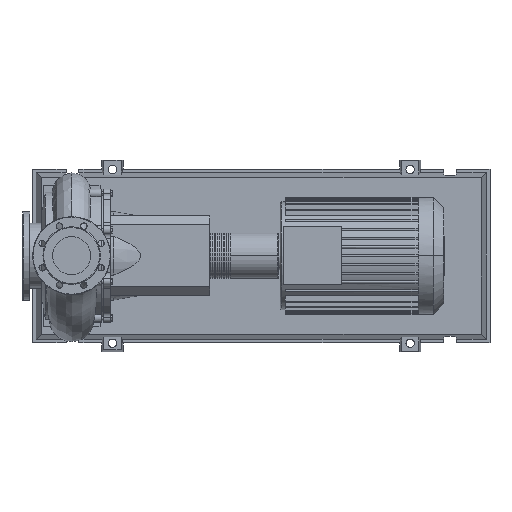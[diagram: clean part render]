
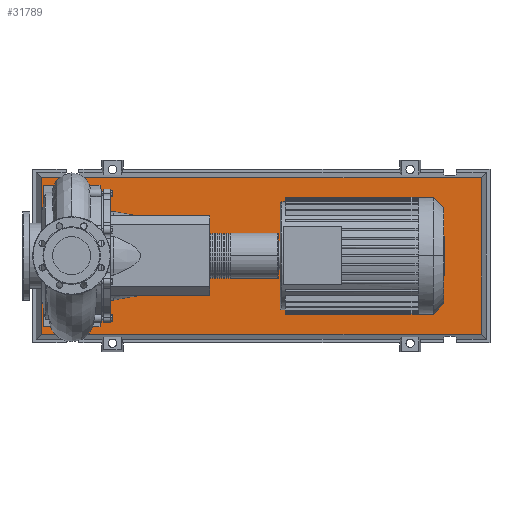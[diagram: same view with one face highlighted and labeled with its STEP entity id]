
A CAD part, top view. The second image highlights one B-rep face of the part: STEP entity #31789.
In plain terms, the highlighted planar face has unit normal (0, 0, 1).
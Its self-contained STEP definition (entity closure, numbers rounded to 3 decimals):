
#31470=CARTESIAN_POINT('',(1155.471,-220.471,103.0));
#31471=VERTEX_POINT('',#31470);
#31478=CARTESIAN_POINT('',(-85.471,-220.471,103.0));
#31479=VERTEX_POINT('',#31478);
#31480=CARTESIAN_POINT('',(1155.471,-220.471,103.0));
#31481=DIRECTION('',(-1.0,0.0,0.0));
#31482=VECTOR('',#31481,1240.941);
#31483=LINE('',#31480,#31482);
#31484=EDGE_CURVE('',#31471,#31479,#31483,.T.);
#31702=CARTESIAN_POINT('',(1155.471,220.471,103.0));
#31703=VERTEX_POINT('',#31702);
#31704=CARTESIAN_POINT('',(1155.471,220.471,103.0));
#31705=DIRECTION('',(0.0,-1.0,0.0));
#31706=VECTOR('',#31705,440.941);
#31707=LINE('',#31704,#31706);
#31708=EDGE_CURVE('',#31703,#31471,#31707,.T.);
#31726=CARTESIAN_POINT('',(-85.471,220.471,103.0));
#31727=VERTEX_POINT('',#31726);
#31728=CARTESIAN_POINT('',(-85.471,-220.471,103.0));
#31729=DIRECTION('',(0.0,1.0,0.0));
#31730=VECTOR('',#31729,440.941);
#31731=LINE('',#31728,#31730);
#31732=EDGE_CURVE('',#31479,#31727,#31731,.T.);
#31765=CARTESIAN_POINT('',(-85.471,220.471,103.0));
#31766=DIRECTION('',(1.0,0.0,0.0));
#31767=VECTOR('',#31766,1240.941);
#31768=LINE('',#31765,#31767);
#31769=EDGE_CURVE('',#31727,#31703,#31768,.T.);
#31778=CARTESIAN_POINT('',(535.,0.,103.0));
#31779=DIRECTION('',(0.0,0.0,1.0));
#31780=DIRECTION('',(1.0,0.0,0.0));
#31781=AXIS2_PLACEMENT_3D('',#31778,#31779,#31780);
#31782=PLANE('',#31781);
#31783=ORIENTED_EDGE('',*,*,#31708,.F.);
#31784=ORIENTED_EDGE('',*,*,#31769,.F.);
#31785=ORIENTED_EDGE('',*,*,#31732,.F.);
#31786=ORIENTED_EDGE('',*,*,#31484,.F.);
#31787=EDGE_LOOP('',(#31783,#31784,#31785,#31786));
#31788=FACE_OUTER_BOUND('',#31787,.T.);
#31789=ADVANCED_FACE('',(#31788),#31782,.T.);
